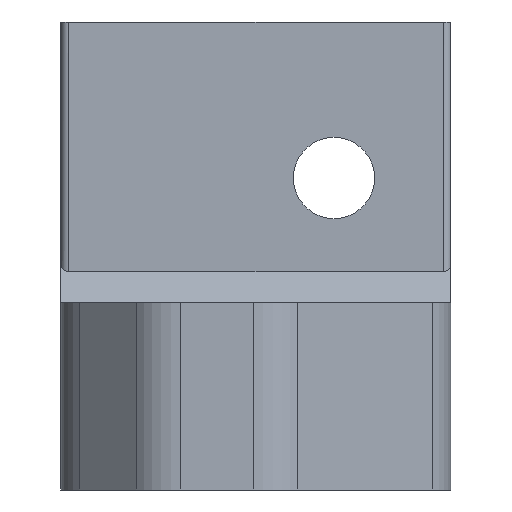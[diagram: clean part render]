
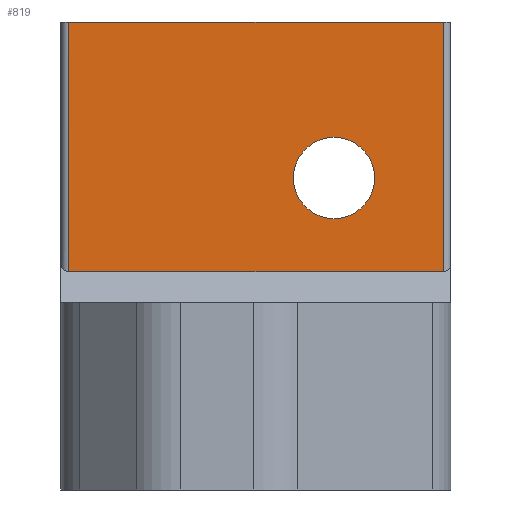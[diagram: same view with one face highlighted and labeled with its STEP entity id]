
A CAD part, left-side view. The second image highlights one B-rep face of the part: STEP entity #819.
In plain terms, the highlighted planar face has unit normal (-1, 0, 0).
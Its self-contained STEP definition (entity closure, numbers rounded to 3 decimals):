
#28=FACE_BOUND('',#148,.T.);
#49=PLANE('',#913);
#92=FACE_OUTER_BOUND('',#147,.T.);
#147=EDGE_LOOP('',(#737,#738,#739,#740));
#148=EDGE_LOOP('',(#741));
#186=LINE('',#1274,#258);
#191=LINE('',#1291,#263);
#198=LINE('',#1310,#270);
#225=LINE('',#1396,#297);
#258=VECTOR('',#1014,10.);
#263=VECTOR('',#1029,10.);
#270=VECTOR('',#1048,10.);
#297=VECTOR('',#1153,10.);
#336=CIRCLE('',#910,2.6);
#382=VERTEX_POINT('',#1271);
#383=VERTEX_POINT('',#1273);
#390=VERTEX_POINT('',#1289);
#396=VERTEX_POINT('',#1308);
#415=VERTEX_POINT('',#1391);
#470=EDGE_CURVE('',#382,#383,#186,.T.);
#479=EDGE_CURVE('',#390,#382,#191,.T.);
#489=EDGE_CURVE('',#396,#390,#198,.T.);
#528=EDGE_CURVE('',#415,#415,#336,.T.);
#530=EDGE_CURVE('',#383,#396,#225,.T.);
#737=ORIENTED_EDGE('',*,*,#470,.F.);
#738=ORIENTED_EDGE('',*,*,#479,.F.);
#739=ORIENTED_EDGE('',*,*,#489,.F.);
#740=ORIENTED_EDGE('',*,*,#530,.F.);
#741=ORIENTED_EDGE('',*,*,#528,.T.);
#819=ADVANCED_FACE('',(#92,#28),#49,.T.);
#910=AXIS2_PLACEMENT_3D('',#1392,#1147,#1148);
#913=AXIS2_PLACEMENT_3D('',#1397,#1154,#1155);
#1014=DIRECTION('',(0.,0.,-1.));
#1029=DIRECTION('',(0.,-1.,0.));
#1048=DIRECTION('',(0.,0.,1.));
#1147=DIRECTION('center_axis',(1.,0.,0.));
#1148=DIRECTION('ref_axis',(0.,0.,-1.));
#1153=DIRECTION('',(0.,1.,0.));
#1154=DIRECTION('center_axis',(-1.,0.,0.));
#1155=DIRECTION('ref_axis',(0.,-1.,0.));
#1271=CARTESIAN_POINT('',(17.,-14.5,30.));
#1273=CARTESIAN_POINT('',(17.,-14.5,14.));
#1274=CARTESIAN_POINT('',(17.,-14.5,2.5));
#1289=CARTESIAN_POINT('',(17.,9.5,30.));
#1291=CARTESIAN_POINT('',(17.,10.,30.));
#1308=CARTESIAN_POINT('',(17.,9.5,14.));
#1310=CARTESIAN_POINT('',(17.,9.5,2.5));
#1391=CARTESIAN_POINT('',(17.,-7.5,22.6));
#1392=CARTESIAN_POINT('Origin',(17.,-7.5,20.));
#1396=CARTESIAN_POINT('',(17.,3.75,14.));
#1397=CARTESIAN_POINT('Origin',(17.,10.,5.));
